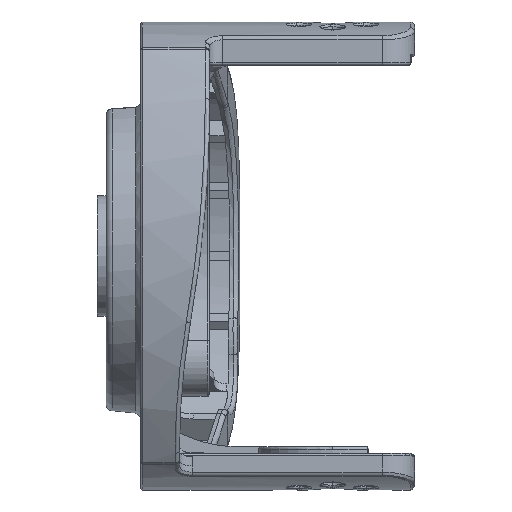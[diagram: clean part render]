
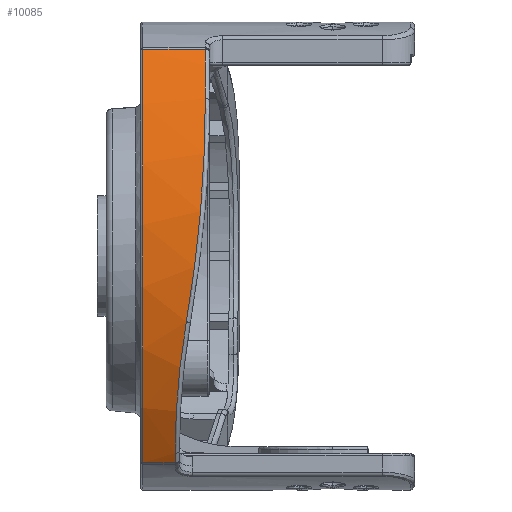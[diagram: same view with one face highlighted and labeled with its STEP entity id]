
A CAD part, left-side view. The second image highlights one B-rep face of the part: STEP entity #10085.
In plain terms, the highlighted cylindrical face has radius 85.7 mm (diameter 171.4 mm), a partial arc.
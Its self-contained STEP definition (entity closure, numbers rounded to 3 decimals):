
#383 = CARTESIAN_POINT ( 'NONE',  ( -119.219, 324.212, 5.349 ) ) ;
#671 = EDGE_CURVE ( 'NONE', #14065, #5839, #22316, .T. ) ;
#920 = CARTESIAN_POINT ( 'NONE',  ( -118.433, 324.958, 1.004 ) ) ;
#1143 = ORIENTED_EDGE ( 'NONE', *, *, #16602, .F. ) ;
#2056 = DIRECTION ( 'NONE',  ( 0., 0., 1. ) ) ;
#2268 = VECTOR ( 'NONE', #12777, 1000. ) ;
#2693 = CARTESIAN_POINT ( 'NONE',  ( -111.648, 320.551, 52.75 ) ) ;
#2954 = CARTESIAN_POINT ( 'NONE',  ( -118.433, 324.958, 1.004 ) ) ;
#3342 = CARTESIAN_POINT ( 'NONE',  ( -115.984, 326.528, -9.616 ) ) ;
#3563 = CYLINDRICAL_SURFACE ( 'NONE', #23848, 85.7 ) ;
#3708 = EDGE_CURVE ( 'NONE', #6282, #20533, #21077, .T. ) ;
#3798 = CARTESIAN_POINT ( 'NONE',  ( -34.103, 327.551, 16.264 ) ) ;
#4296 = VECTOR ( 'NONE', #15018, 1000. ) ;
#4321 = FACE_OUTER_BOUND ( 'NONE', #30807, .T. ) ;
#4521 = AXIS2_PLACEMENT_3D ( 'NONE', #3798, #20925, #6225 ) ;
#4858 = CIRCLE ( 'NONE', #6827, 85.7 ) ;
#4928 = DIRECTION ( 'NONE',  ( 0., 1., 0. ) ) ;
#5117 = CARTESIAN_POINT ( 'NONE',  ( -117.596, 320.976, 36.084 ) ) ;
#5647 = AXIS2_PLACEMENT_3D ( 'NONE', #31294, #16660, #2056 ) ;
#5756 = CARTESIAN_POINT ( 'NONE',  ( -111.915, 327.307, -19.755 ) ) ;
#5839 = VERTEX_POINT ( 'NONE', #21806 ) ;
#6225 = DIRECTION ( 'NONE',  ( 0., 0., 1. ) ) ;
#6282 = VERTEX_POINT ( 'NONE', #8699 ) ;
#6827 = AXIS2_PLACEMENT_3D ( 'NONE', #24329, #9633, #26765 ) ;
#7533 = CARTESIAN_POINT ( 'NONE',  ( -105.144, -129.362, 64.198 ) ) ;
#7560 = CARTESIAN_POINT ( 'NONE',  ( -119.227, 321.699, 26.244 ) ) ;
#8234 = CARTESIAN_POINT ( 'NONE',  ( -109.402, 327.492, -24.68 ) ) ;
#8699 = CARTESIAN_POINT ( 'NONE',  ( -105.144, 335.051, -31.67 ) ) ;
#8729 = LINE ( 'NONE', #10316, #2268 ) ;
#9633 = DIRECTION ( 'NONE',  ( 0., -1., 0. ) ) ;
#10021 = CARTESIAN_POINT ( 'NONE',  ( -119.551, 322.006, 22.921 ) ) ;
#10085 = ADVANCED_FACE ( 'NONE', ( #4321 ), #3563, .T. ) ;
#10316 = CARTESIAN_POINT ( 'NONE',  ( -105.144, -129.362, -31.67 ) ) ;
#10501 = B_SPLINE_CURVE_WITH_KNOTS ( 'NONE', 3,
 ( #920, #13034, #3342, #20469, #5756, #22934, #8234, #25352, #10667, #27798 ),
 .UNSPECIFIED., .F., .F.,
 ( 4, 2, 2, 2, 4 ),
 ( 0., 0.016, 0.025, 0.029, 0.033 ),
 .UNSPECIFIED. ) ;
#10667 = CARTESIAN_POINT ( 'NONE',  ( -107.328, 327.551, -28.283 ) ) ;
#12331 = EDGE_CURVE ( 'NONE', #28585, #20533, #16518, .T. ) ;
#12360 = CARTESIAN_POINT ( 'NONE',  ( -115.119, 320.632, 44.553 ) ) ;
#12472 = CARTESIAN_POINT ( 'NONE',  ( -119.802, 322.465, 18.505 ) ) ;
#12767 = EDGE_CURVE ( 'NONE', #16044, #25401, #15222, .T. ) ;
#12777 = DIRECTION ( 'NONE',  ( 0., 1., 0. ) ) ;
#13018 = EDGE_CURVE ( 'NONE', #25401, #14065, #10501, .T. ) ;
#13034 = CARTESIAN_POINT ( 'NONE',  ( -117.459, 325.881, -4.379 ) ) ;
#14065 = VERTEX_POINT ( 'NONE', #30892 ) ;
#14942 = CARTESIAN_POINT ( 'NONE',  ( -119.665, 323.559, 9.716 ) ) ;
#15018 = DIRECTION ( 'NONE',  ( 0., 1., 0. ) ) ;
#15094 = ORIENTED_EDGE ( 'NONE', *, *, #671, .F. ) ;
#15222 = B_SPLINE_CURVE_WITH_KNOTS ( 'NONE', 3,
 ( #2693, #29489, #12360, #5117, #22274, #7560, #24708, #10021, #27146, #12472, #29605, #14942, #383, #17460 ),
 .UNSPECIFIED., .F., .F.,
 ( 4, 2, 2, 2, 2, 2, 4 ),
 ( 0., 0.013, 0.026, 0.03, 0.033, 0.04, 0.053 ),
 .UNSPECIFIED. ) ;
#16044 = VERTEX_POINT ( 'NONE', #29888 ) ;
#16518 = LINE ( 'NONE', #7533, #4296 ) ;
#16555 = ORIENTED_EDGE ( 'NONE', *, *, #12331, .T. ) ;
#16602 = EDGE_CURVE ( 'NONE', #28585, #16044, #4858, .T. ) ;
#16660 = DIRECTION ( 'NONE',  ( 0., 1., 0. ) ) ;
#17460 = CARTESIAN_POINT ( 'NONE',  ( -118.433, 324.958, 1.004 ) ) ;
#17614 = ORIENTED_EDGE ( 'NONE', *, *, #3708, .F. ) ;
#20469 = CARTESIAN_POINT ( 'NONE',  ( -113.026, 327.155, -17.248 ) ) ;
#20533 = VERTEX_POINT ( 'NONE', #22190 ) ;
#20686 = CARTESIAN_POINT ( 'NONE',  ( -105.144, 320.551, 64.198 ) ) ;
#20925 = DIRECTION ( 'NONE',  ( 0., -1., 0. ) ) ;
#21077 = CIRCLE ( 'NONE', #5647, 85.7 ) ;
#21806 = CARTESIAN_POINT ( 'NONE',  ( -105.144, 327.551, -31.67 ) ) ;
#22077 = CARTESIAN_POINT ( 'NONE',  ( -34.103, -129.362, 16.264 ) ) ;
#22190 = CARTESIAN_POINT ( 'NONE',  ( -105.144, 335.051, 64.198 ) ) ;
#22274 = CARTESIAN_POINT ( 'NONE',  ( -118.507, 321.24, 31.761 ) ) ;
#22316 = CIRCLE ( 'NONE', #4521, 85.7 ) ;
#22509 = ORIENTED_EDGE ( 'NONE', *, *, #12767, .F. ) ;
#22934 = CARTESIAN_POINT ( 'NONE',  ( -110.055, 327.456, -23.455 ) ) ;
#23848 = AXIS2_PLACEMENT_3D ( 'NONE', #22077, #4928, #26851 ) ;
#24329 = CARTESIAN_POINT ( 'NONE',  ( -34.103, 320.551, 16.264 ) ) ;
#24708 = CARTESIAN_POINT ( 'NONE',  ( -119.35, 321.798, 25.134 ) ) ;
#24855 = EDGE_CURVE ( 'NONE', #5839, #6282, #8729, .T. ) ;
#25339 = ORIENTED_EDGE ( 'NONE', *, *, #13018, .F. ) ;
#25352 = CARTESIAN_POINT ( 'NONE',  ( -108.039, 327.54, -27.093 ) ) ;
#25401 = VERTEX_POINT ( 'NONE', #2954 ) ;
#25487 = ORIENTED_EDGE ( 'NONE', *, *, #24855, .F. ) ;
#26765 = DIRECTION ( 'NONE',  ( 0., 0., 1. ) ) ;
#26851 = DIRECTION ( 'NONE',  ( 0., 0., 1. ) ) ;
#27146 = CARTESIAN_POINT ( 'NONE',  ( -119.63, 322.117, 21.816 ) ) ;
#27798 = CARTESIAN_POINT ( 'NONE',  ( -106.589, 327.551, -29.455 ) ) ;
#28585 = VERTEX_POINT ( 'NONE', #20686 ) ;
#29489 = CARTESIAN_POINT ( 'NONE',  ( -113.554, 320.551, 48.698 ) ) ;
#29605 = CARTESIAN_POINT ( 'NONE',  ( -119.831, 322.721, 16.303 ) ) ;
#29888 = CARTESIAN_POINT ( 'NONE',  ( -111.648, 320.551, 52.75 ) ) ;
#30807 = EDGE_LOOP ( 'NONE', ( #25487, #15094, #25339, #22509, #1143, #16555, #17614 ) ) ;
#30892 = CARTESIAN_POINT ( 'NONE',  ( -106.589, 327.551, -29.455 ) ) ;
#31294 = CARTESIAN_POINT ( 'NONE',  ( -34.103, 335.051, 16.264 ) ) ;
